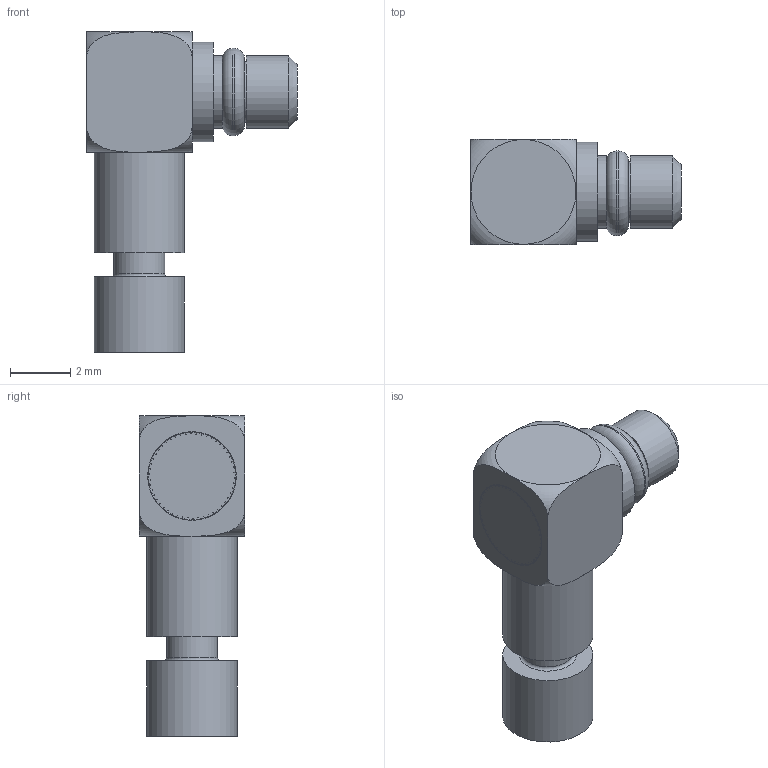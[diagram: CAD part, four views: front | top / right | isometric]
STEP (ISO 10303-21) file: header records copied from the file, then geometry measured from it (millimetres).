
FILE_DESCRIPTION(/* description */ ('Unknown'),/* implementation_level */ '2;1');
FILE_NAME(/* name */ '66036020212320',/* time_stamp */ '2024-05-23T11:13:55+02:00',/* author */ ('Unknown'),/* organization */ ('Unknown'),/* preprocessor_version */ 'ST-DEVELOPER v18.102',/* originating_system */ 'Solid Edge',/* authorisation */ 'Unknown');
FILE_SCHEMA (('AUTOMOTIVE_DESIGN {1 0 10303 214 3 1 1}'));
Length unit declared in the file: millimetre
Products named in the file (8): 66036020212320; 66036020212320_Body; 66036020212320_Insulator2; 66036020212320_Center-pin; 66036020212320_Retainer-ring; 66036020212320_Ferrule; 66036020212320_Insulator; 66036020212320_Cover
Assembly tree (7 placements, depth 2):
  66036020212320
    66036020212320_Body
    66036020212320_Insulator2
    66036020212320_Center-pin
    66036020212320_Retainer-ring
    66036020212320_Ferrule
    66036020212320_Insulator
    66036020212320_Cover
Bounding box: 7 x 3.5 x 10.65 mm (x, y, z)
Volume: 86.4 mm3; surface area: 369.6 mm2
Topology: 7 solids, 7 shells, 286 faces, 769 edges, 511 vertices
Faces by surface type: plane 137, cylinder 128, torus 12, cone 9
Full cylindrical faces by diameter (mm): 0.4 x2, 0.47 x1, 0.6 x1, 1.1 x2, 1.2 x1, 1.25 x2, 1.45 x1, 1.5 x1, 1.7 x2, 2 x2, 2.2 x2, 2.25 x1, 2.3 x1, 2.4 x3, 2.75 x1, 3 x2, 3.3 x1
Entity records: 8971 total; most frequent: CARTESIAN_POINT 1594, DIRECTION 1568, ORIENTED_EDGE 1422, EDGE_CURVE 711, AXIS2_PLACEMENT_3D 576, VERTEX_POINT 495, LINE 416, VECTOR 416
